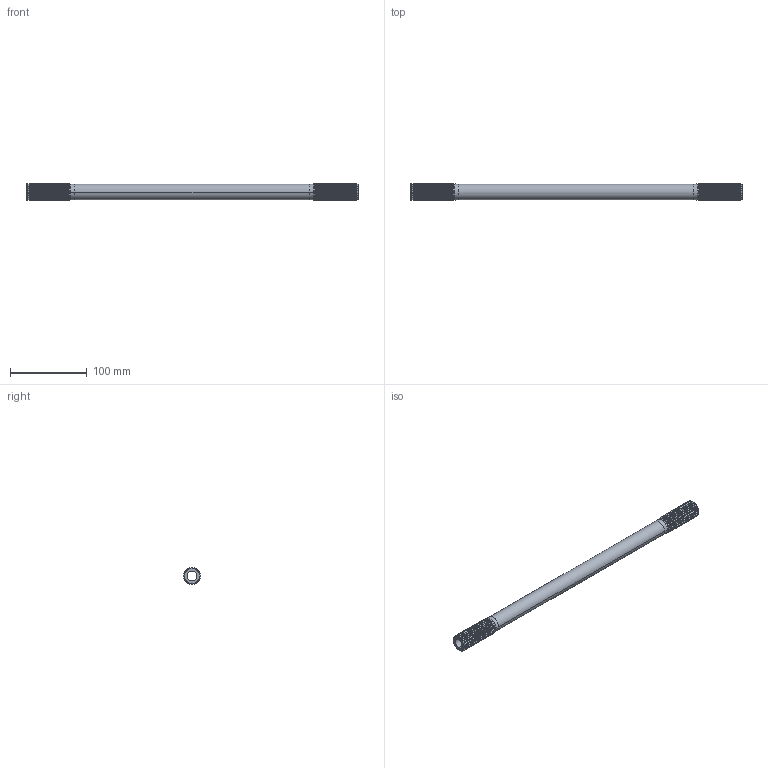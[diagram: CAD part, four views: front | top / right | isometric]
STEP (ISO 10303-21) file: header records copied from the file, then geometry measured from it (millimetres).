
FILE_DESCRIPTION (( 'STEP AP203' ), '1' );
FILE_NAME ('5159.STEP', '2015-01-27T20:44:16', ( 'Casey' ), ( 'Microsoft' ), 'SwSTEP 2.0', 'SolidWorks 2013', '' );
FILE_SCHEMA (( 'CONFIG_CONTROL_DESIGN' ));
Length unit declared in the file: inch
Products named in the file (1): 5159
Bounding box: 431.8 x 22.1 x 22.1 mm (x, y, z)
Volume: 88837 mm3; surface area: 47283.9 mm2
Topology: 1 solids, 1 shells, 216 faces, 634 edges, 420 vertices
Faces by surface type: plane 120, cylinder 86, torus 6, cone 4
Entity records: 7485 total; most frequent: CARTESIAN_POINT 1763, ORIENTED_EDGE 1268, DIRECTION 1128, EDGE_CURVE 634, AXIS2_PLACEMENT_3D 441, VERTEX_POINT 420, VECTOR 246, LINE 246
